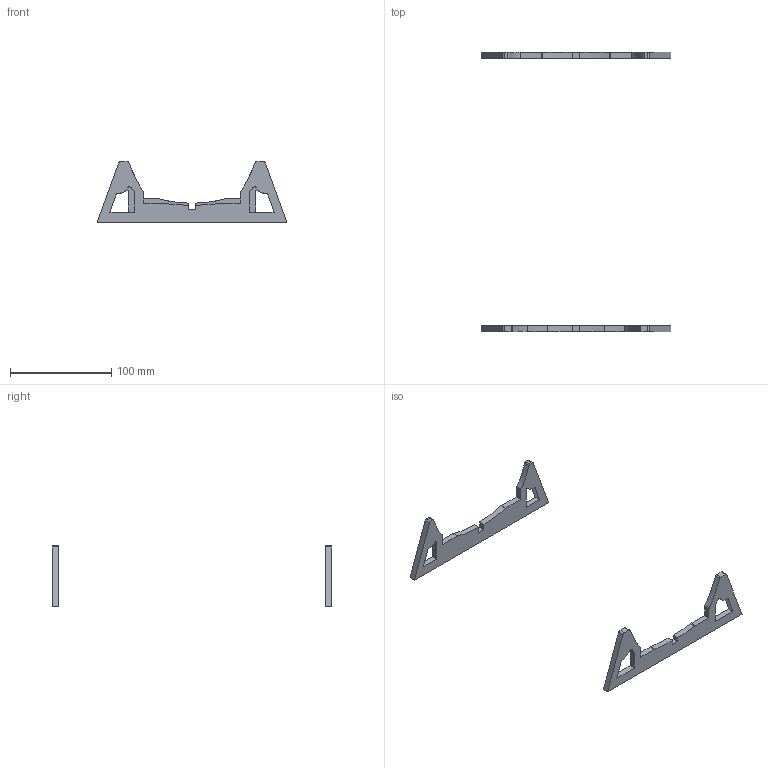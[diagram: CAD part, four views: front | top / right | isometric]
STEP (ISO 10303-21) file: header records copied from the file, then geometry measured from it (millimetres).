
FILE_DESCRIPTION(/* description */ (''),/* implementation_level */ '2;1');
FILE_NAME(/* name */ 'Revell Flower Class stand.step',/* time_stamp */ '2020-04-29T17:51:40+10:00',/* author */ (''),/* organization */ (''),/* preprocessor_version */ 'ST-DEVELOPER v18.1',/* originating_system */ 'Autodesk Translation Framework v9.2.0.1227',/* authorisation */ '');
FILE_SCHEMA (('AUTOMOTIVE_DESIGN { 1 0 10303 214 3 1 1 }'));
Length unit declared in the file: millimetre
Products named in the file (3): K18 stand; Fore; Aft
Assembly tree (2 placements, depth 2):
  K18 stand
    Fore
    Aft
Bounding box: 187.48 x 276 x 59.9 mm (x, y, z)
Volume: 55735.2 mm3; surface area: 26785.4 mm2
Topology: 2 solids, 2 shells, 78 faces, 222 edges, 148 vertices
Faces by surface type: plane 42, bspline 30, cylinder 6
Entity records: 3371 total; most frequent: CARTESIAN_POINT 1543, ORIENTED_EDGE 444, DIRECTION 244, EDGE_CURVE 222, VERTEX_POINT 148, LINE 114, VECTOR 114, EDGE_LOOP 86
